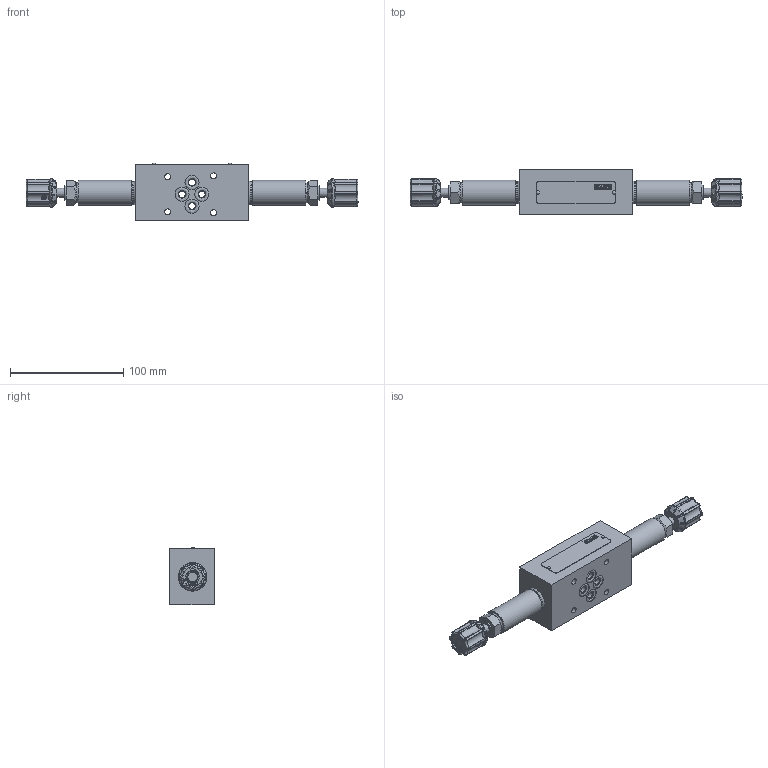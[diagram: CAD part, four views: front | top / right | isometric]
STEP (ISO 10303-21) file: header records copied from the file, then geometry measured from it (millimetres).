
FILE_DESCRIPTION (( 'STEP AP214' ), '1' );
FILE_NAME ('DB700-6I-PA-700-D-A.STEP', '2024-04-22T09:05:53', ( '' ), ( '' ), 'SwSTEP 2.0', 'SolidWorks 2022', '' );
FILE_SCHEMA (( 'AUTOMOTIVE_DESIGN' ));
Length unit declared in the file: millimetre
Products named in the file (1): DB700-6I-PA-700-D-A
Bounding box: 292.79 x 39 x 51.1 mm (x, y, z)
Volume: 254939.7 mm3; surface area: 45652.9 mm2
Topology: 8 solids, 14 shells, 1143 faces, 2843 edges, 1804 vertices
Faces by surface type: plane 519, bspline 447, cylinder 129, cone 48
Full cylindrical faces by diameter (mm): 1 x2, 1.6 x2, 1.7 x2, 1.85 x2, 2 x2, 2.35 x2, 5.3 x4, 5.8 x4, 8 x2, 8.5 x2, 11.9 x1, 12.35 x4, 12.9 x2, 17 x2, 17.3 x2, 17.4 x2, 19.7 x2, 22 x2, 25.2 x2
Entity records: 61353 total; most frequent: CARTESIAN_POINT 28930, ORIENTED_EDGE 5396, DIRECTION 3526, EDGE_CURVE 2698, VERTEX_POINT 1772, VECTOR 1448, LINE 1448, EDGE_LOOP 1352
